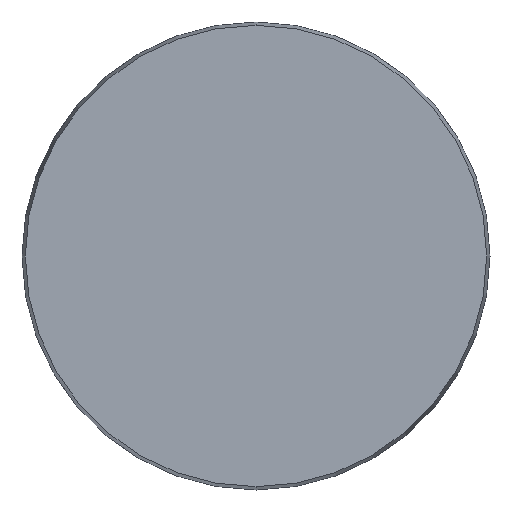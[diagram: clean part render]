
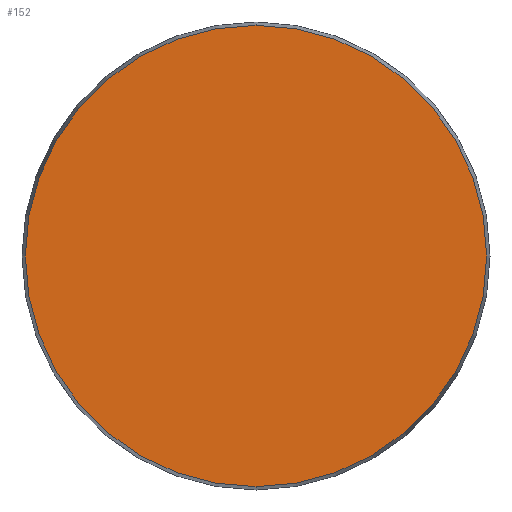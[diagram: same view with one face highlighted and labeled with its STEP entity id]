
A CAD part, front view. The second image highlights one B-rep face of the part: STEP entity #152.
In plain terms, the highlighted planar face has unit normal (0, -1, 0).
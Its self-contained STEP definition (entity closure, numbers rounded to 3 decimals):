
#24 = AXIS2_PLACEMENT_3D ( 'NONE', #296, #425, #753 ) ;
#26 = CARTESIAN_POINT ( 'NONE',  ( -59.143, 0., 0. ) ) ;
#76 = CARTESIAN_POINT ( 'NONE',  ( 0., 0., 59.143 ) ) ;
#104 = ORIENTED_EDGE ( 'NONE', *, *, #1018, .T. ) ;
#113 = ORIENTED_EDGE ( 'NONE', *, *, #623, .T. ) ;
#147 = CIRCLE ( 'NONE', #376, 59.143 ) ;
#152 = ADVANCED_FACE ( 'NONE', ( #814 ), #572, .F. ) ;
#296 = CARTESIAN_POINT ( 'NONE',  ( 0., 0., 0. ) ) ;
#322 = AXIS2_PLACEMENT_3D ( 'NONE', #26, #578, #333 ) ;
#333 = DIRECTION ( 'NONE',  ( 0., 0., 1. ) ) ;
#376 = AXIS2_PLACEMENT_3D ( 'NONE', #1025, #797, #465 ) ;
#425 = DIRECTION ( 'NONE',  ( 0., -1., 0. ) ) ;
#465 = DIRECTION ( 'NONE',  ( 0., 0., -1. ) ) ;
#572 = PLANE ( 'NONE',  #322 ) ;
#578 = DIRECTION ( 'NONE',  ( 0., 1., 0. ) ) ;
#613 = VERTEX_POINT ( 'NONE', #700 ) ;
#623 = EDGE_CURVE ( 'NONE', #664, #613, #959, .T. ) ;
#664 = VERTEX_POINT ( 'NONE', #76 ) ;
#700 = CARTESIAN_POINT ( 'NONE',  ( 0., 0., -59.143 ) ) ;
#753 = DIRECTION ( 'NONE',  ( 0., 0., -1. ) ) ;
#797 = DIRECTION ( 'NONE',  ( 0., -1., 0. ) ) ;
#814 = FACE_OUTER_BOUND ( 'NONE', #974, .T. ) ;
#959 = CIRCLE ( 'NONE', #24, 59.143 ) ;
#974 = EDGE_LOOP ( 'NONE', ( #113, #104 ) ) ;
#1018 = EDGE_CURVE ( 'NONE', #613, #664, #147, .T. ) ;
#1025 = CARTESIAN_POINT ( 'NONE',  ( 0., 0., 0. ) ) ;
